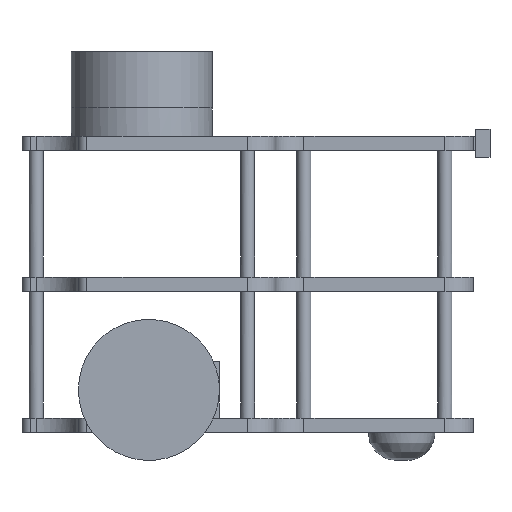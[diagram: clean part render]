
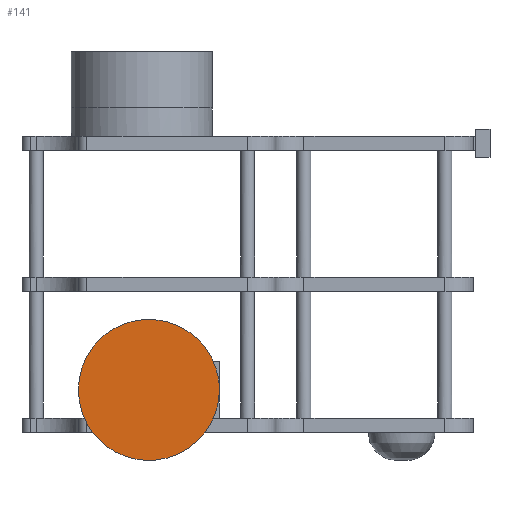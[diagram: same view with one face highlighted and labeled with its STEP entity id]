
A CAD part, front view. The second image highlights one B-rep face of the part: STEP entity #141.
In plain terms, the highlighted free-form (B-spline) face has degree [1, 1] with [2, 2] control points.
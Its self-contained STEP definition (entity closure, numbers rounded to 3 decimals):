
#93 = EDGE_CURVE('',#94,#94,#96,.T.);
#94 = VERTEX_POINT('',#95);
#95 = CARTESIAN_POINT('',(-12.71,-111.213,
    31.775));
#96 = ( BOUNDED_CURVE() B_SPLINE_CURVE(2,(#97,#98,#99,#100,#101,#102,
#103),.UNSPECIFIED.,.T.,.F.) B_SPLINE_CURVE_WITH_KNOTS((3,2,2,3),(
    3.142,5.236,7.33,9.425),
.PIECEWISE_BEZIER_KNOTS.) CURVE() GEOMETRIC_REPRESENTATION_ITEM() 
RATIONAL_B_SPLINE_CURVE((1.,0.5,1.,0.5,1.,0.5,1.)) REPRESENTATION_ITEM(
  '') );
#97 = CARTESIAN_POINT('',(-12.71,-111.213,
    31.775));
#98 = CARTESIAN_POINT('',(-12.71,-111.213,
    -23.261));
#99 = CARTESIAN_POINT('',(-60.373,-111.213,4.257
    ));
#100 = CARTESIAN_POINT('',(-108.036,-111.213,
    31.775));
#101 = CARTESIAN_POINT('',(-60.373,-111.213,
    59.293));
#102 = CARTESIAN_POINT('',(-12.71,-111.213,
    86.811));
#103 = CARTESIAN_POINT('',(-12.71,-111.213,
    31.775));
#141 = ADVANCED_FACE('',(#142),#145,.F.);
#142 = FACE_BOUND('',#143,.T.);
#143 = EDGE_LOOP('',(#144));
#144 = ORIENTED_EDGE('',*,*,#93,.F.);
#145 = B_SPLINE_SURFACE_WITH_KNOTS('',1,1,(
    (#146,#147)
    ,(#148,#149
    )),.UNSPECIFIED.,.F.,.F.,.F.,(2,2),(2,2),(-25.,25.),(-25.,25.),
  .PIECEWISE_BEZIER_KNOTS.);
#146 = CARTESIAN_POINT('',(-12.71,-111.213,
    0.));
#147 = CARTESIAN_POINT('',(-12.71,-111.213,
    63.55));
#148 = CARTESIAN_POINT('',(-76.26,-111.213,
    0.));
#149 = CARTESIAN_POINT('',(-76.26,-111.213,
    63.55));
